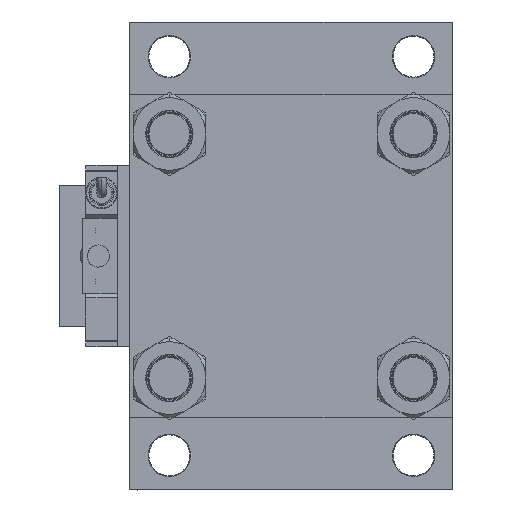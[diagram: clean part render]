
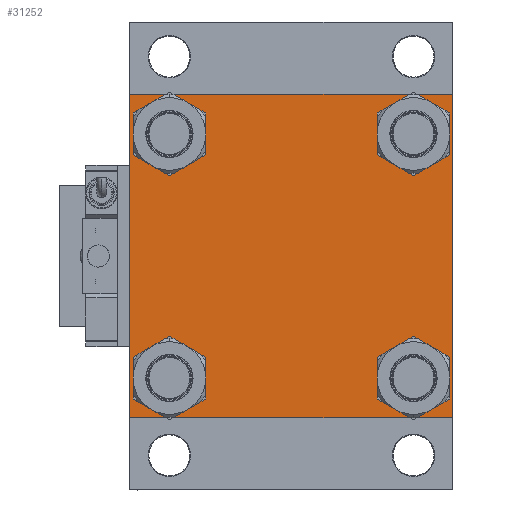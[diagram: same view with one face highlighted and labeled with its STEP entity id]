
A CAD part, left-side view. The second image highlights one B-rep face of the part: STEP entity #31252.
In plain terms, the highlighted planar face has unit normal (-1, 0, 0).
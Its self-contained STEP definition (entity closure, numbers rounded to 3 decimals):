
#44 = ORIENTED_EDGE ( 'NONE', *, *, #15753, .F. ) ;
#1650 = LINE ( 'NONE', #52449, #21509 ) ;
#1715 = CARTESIAN_POINT ( 'NONE',  ( 0., 77.45, -77.45 ) ) ;
#1862 = VERTEX_POINT ( 'NONE', #40910 ) ;
#1985 = EDGE_CURVE ( 'NONE', #2001, #38429, #8094, .T. ) ;
#2001 = VERTEX_POINT ( 'NONE', #2620 ) ;
#2317 = LINE ( 'NONE', #31006, #4063 ) ;
#2620 = CARTESIAN_POINT ( 'NONE',  ( 0., 77.45, -63.45 ) ) ;
#2895 = ORIENTED_EDGE ( 'NONE', *, *, #50773, .T. ) ;
#3047 = DIRECTION ( 'NONE',  ( 1., 0., 0. ) ) ;
#3211 = ORIENTED_EDGE ( 'NONE', *, *, #23527, .T. ) ;
#4063 = VECTOR ( 'NONE', #6951, 1000. ) ;
#4594 = AXIS2_PLACEMENT_3D ( 'NONE', #8547, #53883, #45695 ) ;
#4676 = CARTESIAN_POINT ( 'NONE',  ( 0., 0., 0. ) ) ;
#5676 = CARTESIAN_POINT ( 'NONE',  ( 0., -102., 102.5 ) ) ;
#5755 = VERTEX_POINT ( 'NONE', #27195 ) ;
#5909 = DIRECTION ( 'NONE',  ( 0., 0., 1. ) ) ;
#6007 = EDGE_CURVE ( 'NONE', #38429, #2001, #9917, .T. ) ;
#6951 = DIRECTION ( 'NONE',  ( 0., 0., -1. ) ) ;
#7412 = CARTESIAN_POINT ( 'NONE',  ( 0., 102.5, -102.5 ) ) ;
#7420 = EDGE_CURVE ( 'NONE', #25392, #16598, #8207, .T. ) ;
#7854 = ORIENTED_EDGE ( 'NONE', *, *, #32584, .T. ) ;
#8094 = CIRCLE ( 'NONE', #26446, 14. ) ;
#8207 = CIRCLE ( 'NONE', #38738, 14. ) ;
#8451 = DIRECTION ( 'NONE',  ( 0., 0., 1. ) ) ;
#8547 = CARTESIAN_POINT ( 'NONE',  ( 0., -77.45, -77.45 ) ) ;
#8781 = FACE_BOUND ( 'NONE', #43489, .T. ) ;
#8803 = CARTESIAN_POINT ( 'NONE',  ( 0., -77.45, 91.45 ) ) ;
#9172 = CARTESIAN_POINT ( 'NONE',  ( 0., -102.5, -102. ) ) ;
#9176 = VERTEX_POINT ( 'NONE', #38399 ) ;
#9611 = EDGE_LOOP ( 'NONE', ( #34140, #2895 ) ) ;
#9917 = CIRCLE ( 'NONE', #16025, 14. ) ;
#10010 = LINE ( 'NONE', #26694, #22248 ) ;
#10191 = VERTEX_POINT ( 'NONE', #9172 ) ;
#10368 = AXIS2_PLACEMENT_3D ( 'NONE', #46150, #49161, #8451 ) ;
#11084 = DIRECTION ( 'NONE',  ( 1., 0., 0. ) ) ;
#11988 = CARTESIAN_POINT ( 'NONE',  ( 0., -102., -102.5 ) ) ;
#12329 = FACE_BOUND ( 'NONE', #19656, .T. ) ;
#12426 = CIRCLE ( 'NONE', #49939, 14. ) ;
#12707 = DIRECTION ( 'NONE',  ( 0., 0., 1. ) ) ;
#14542 = ORIENTED_EDGE ( 'NONE', *, *, #45291, .T. ) ;
#14629 = ORIENTED_EDGE ( 'NONE', *, *, #1985, .T. ) ;
#15753 = EDGE_CURVE ( 'NONE', #21066, #10191, #2317, .T. ) ;
#16025 = AXIS2_PLACEMENT_3D ( 'NONE', #1715, #30943, #30408 ) ;
#16068 = CARTESIAN_POINT ( 'NONE',  ( 0., -77.45, 77.45 ) ) ;
#16598 = VERTEX_POINT ( 'NONE', #42031 ) ;
#16871 = DIRECTION ( 'NONE',  ( 0., 0., -1. ) ) ;
#17739 = CARTESIAN_POINT ( 'NONE',  ( 0., 77.45, -91.45 ) ) ;
#18106 = CIRCLE ( 'NONE', #28580, 14. ) ;
#18776 = DIRECTION ( 'NONE',  ( 0., -1., 0. ) ) ;
#18822 = ORIENTED_EDGE ( 'NONE', *, *, #7420, .T. ) ;
#19290 = ORIENTED_EDGE ( 'NONE', *, *, #39322, .T. ) ;
#19320 = CARTESIAN_POINT ( 'NONE',  ( 0., 102.5, 102.5 ) ) ;
#19656 = EDGE_LOOP ( 'NONE', ( #18822, #3211 ) ) ;
#19669 = EDGE_LOOP ( 'NONE', ( #26977, #14542, #49471, #7854, #44, #19290, #49650, #37023 ) ) ;
#21066 = VERTEX_POINT ( 'NONE', #50771 ) ;
#21509 = VECTOR ( 'NONE', #27598, 1000. ) ;
#21802 = CARTESIAN_POINT ( 'NONE',  ( 0., 102.5, 102.5 ) ) ;
#21914 = CARTESIAN_POINT ( 'NONE',  ( 0., 102.5, -102. ) ) ;
#22248 = VECTOR ( 'NONE', #51276, 1000. ) ;
#22647 = ORIENTED_EDGE ( 'NONE', *, *, #43025, .T. ) ;
#23270 = LINE ( 'NONE', #39935, #46085 ) ;
#23527 = EDGE_CURVE ( 'NONE', #16598, #25392, #28161, .T. ) ;
#23626 = DIRECTION ( 'NONE',  ( -1., 0., 0. ) ) ;
#24006 = EDGE_CURVE ( 'NONE', #53882, #5755, #12426, .T. ) ;
#24124 = CIRCLE ( 'NONE', #38078, 14. ) ;
#24299 = DIRECTION ( 'NONE',  ( 1., 0., 0. ) ) ;
#25181 = FACE_BOUND ( 'NONE', #9611, .T. ) ;
#25392 = VERTEX_POINT ( 'NONE', #48273 ) ;
#25449 = FACE_BOUND ( 'NONE', #28437, .T. ) ;
#25497 = CARTESIAN_POINT ( 'NONE',  ( 0., 102., -102.5 ) ) ;
#26446 = AXIS2_PLACEMENT_3D ( 'NONE', #35421, #11084, #5909 ) ;
#26694 = CARTESIAN_POINT ( 'NONE',  ( 0., 102.25, -102.25 ) ) ;
#26844 = VECTOR ( 'NONE', #29250, 1000. ) ;
#26977 = ORIENTED_EDGE ( 'NONE', *, *, #29264, .T. ) ;
#27195 = CARTESIAN_POINT ( 'NONE',  ( 0., 77.45, 91.45 ) ) ;
#27526 = VERTEX_POINT ( 'NONE', #21914 ) ;
#27598 = DIRECTION ( 'NONE',  ( 0., 0.707, -0.707 ) ) ;
#27601 = DIRECTION ( 'NONE',  ( 0., 0., 1. ) ) ;
#28161 = CIRCLE ( 'NONE', #4594, 14. ) ;
#28437 = EDGE_LOOP ( 'NONE', ( #14629, #31301 ) ) ;
#28450 = LINE ( 'NONE', #7412, #26844 ) ;
#28580 = AXIS2_PLACEMENT_3D ( 'NONE', #41274, #3047, #50007 ) ;
#29003 = PLANE ( 'NONE',  #32703 ) ;
#29250 = DIRECTION ( 'NONE',  ( 0., -1., 0. ) ) ;
#29264 = EDGE_CURVE ( 'NONE', #1862, #27526, #46127, .T. ) ;
#30408 = DIRECTION ( 'NONE',  ( 0., 0., 1. ) ) ;
#30434 = CIRCLE ( 'NONE', #10368, 14. ) ;
#30943 = DIRECTION ( 'NONE',  ( 1., 0., 0. ) ) ;
#31006 = CARTESIAN_POINT ( 'NONE',  ( 0., -102.5, 102.5 ) ) ;
#31252 = ADVANCED_FACE ( 'NONE', ( #25181, #12329, #25449, #8781, #42108 ), #29003, .T. ) ;
#31301 = ORIENTED_EDGE ( 'NONE', *, *, #6007, .T. ) ;
#31837 = DIRECTION ( 'NONE',  ( 0., -0.707, 0.707 ) ) ;
#32113 = LINE ( 'NONE', #40556, #32742 ) ;
#32292 = VERTEX_POINT ( 'NONE', #38560 ) ;
#32584 = EDGE_CURVE ( 'NONE', #40575, #10191, #32113, .T. ) ;
#32703 = AXIS2_PLACEMENT_3D ( 'NONE', #4676, #23626, #45666 ) ;
#32742 = VECTOR ( 'NONE', #31837, 1000. ) ;
#33197 = CARTESIAN_POINT ( 'NONE',  ( 0., 77.45, 77.45 ) ) ;
#34140 = ORIENTED_EDGE ( 'NONE', *, *, #51167, .T. ) ;
#35378 = VECTOR ( 'NONE', #16871, 1000. ) ;
#35421 = CARTESIAN_POINT ( 'NONE',  ( 0., 77.45, -77.45 ) ) ;
#36000 = LINE ( 'NONE', #19320, #50564 ) ;
#37023 = ORIENTED_EDGE ( 'NONE', *, *, #50984, .T. ) ;
#37179 = DIRECTION ( 'NONE',  ( 0., 0.707, 0.707 ) ) ;
#38078 = AXIS2_PLACEMENT_3D ( 'NONE', #16068, #24299, #44781 ) ;
#38399 = CARTESIAN_POINT ( 'NONE',  ( 0., 102., 102.5 ) ) ;
#38429 = VERTEX_POINT ( 'NONE', #17739 ) ;
#38560 = CARTESIAN_POINT ( 'NONE',  ( 0., -77.45, 63.45 ) ) ;
#38738 = AXIS2_PLACEMENT_3D ( 'NONE', #53512, #52451, #27601 ) ;
#39322 = EDGE_CURVE ( 'NONE', #21066, #51335, #23270, .T. ) ;
#39935 = CARTESIAN_POINT ( 'NONE',  ( 0., -102.25, 102.25 ) ) ;
#40556 = CARTESIAN_POINT ( 'NONE',  ( 0., -102.25, -102.25 ) ) ;
#40575 = VERTEX_POINT ( 'NONE', #11988 ) ;
#40910 = CARTESIAN_POINT ( 'NONE',  ( 0., 102.5, 102. ) ) ;
#41274 = CARTESIAN_POINT ( 'NONE',  ( 0., -77.45, 77.45 ) ) ;
#41587 = VERTEX_POINT ( 'NONE', #25497 ) ;
#42031 = CARTESIAN_POINT ( 'NONE',  ( 0., -77.45, -91.45 ) ) ;
#42108 = FACE_OUTER_BOUND ( 'NONE', #19669, .T. ) ;
#42286 = EDGE_CURVE ( 'NONE', #9176, #51335, #36000, .T. ) ;
#43025 = EDGE_CURVE ( 'NONE', #5755, #53882, #30434, .T. ) ;
#43489 = EDGE_LOOP ( 'NONE', ( #22647, #50294 ) ) ;
#44781 = DIRECTION ( 'NONE',  ( 0., 0., 1. ) ) ;
#45238 = DIRECTION ( 'NONE',  ( 1., 0., 0. ) ) ;
#45291 = EDGE_CURVE ( 'NONE', #27526, #41587, #10010, .T. ) ;
#45666 = DIRECTION ( 'NONE',  ( 0., 0., 1. ) ) ;
#45695 = DIRECTION ( 'NONE',  ( 0., 0., 1. ) ) ;
#46085 = VECTOR ( 'NONE', #37179, 1000. ) ;
#46127 = LINE ( 'NONE', #21802, #35378 ) ;
#46150 = CARTESIAN_POINT ( 'NONE',  ( 0., 77.45, 77.45 ) ) ;
#48273 = CARTESIAN_POINT ( 'NONE',  ( 0., -77.45, -63.45 ) ) ;
#48389 = CARTESIAN_POINT ( 'NONE',  ( 0., 77.45, 63.45 ) ) ;
#49161 = DIRECTION ( 'NONE',  ( 1., 0., 0. ) ) ;
#49413 = EDGE_CURVE ( 'NONE', #41587, #40575, #28450, .T. ) ;
#49471 = ORIENTED_EDGE ( 'NONE', *, *, #49413, .T. ) ;
#49650 = ORIENTED_EDGE ( 'NONE', *, *, #42286, .F. ) ;
#49939 = AXIS2_PLACEMENT_3D ( 'NONE', #33197, #45238, #12707 ) ;
#50007 = DIRECTION ( 'NONE',  ( 0., 0., 1. ) ) ;
#50294 = ORIENTED_EDGE ( 'NONE', *, *, #24006, .T. ) ;
#50564 = VECTOR ( 'NONE', #18776, 1000. ) ;
#50771 = CARTESIAN_POINT ( 'NONE',  ( 0., -102.5, 102. ) ) ;
#50773 = EDGE_CURVE ( 'NONE', #32292, #53745, #18106, .T. ) ;
#50984 = EDGE_CURVE ( 'NONE', #9176, #1862, #1650, .T. ) ;
#51167 = EDGE_CURVE ( 'NONE', #53745, #32292, #24124, .T. ) ;
#51276 = DIRECTION ( 'NONE',  ( 0., -0.707, -0.707 ) ) ;
#51335 = VERTEX_POINT ( 'NONE', #5676 ) ;
#52449 = CARTESIAN_POINT ( 'NONE',  ( 0., 102.25, 102.25 ) ) ;
#52451 = DIRECTION ( 'NONE',  ( 1., 0., 0. ) ) ;
#53512 = CARTESIAN_POINT ( 'NONE',  ( 0., -77.45, -77.45 ) ) ;
#53745 = VERTEX_POINT ( 'NONE', #8803 ) ;
#53882 = VERTEX_POINT ( 'NONE', #48389 ) ;
#53883 = DIRECTION ( 'NONE',  ( 1., 0., 0. ) ) ;
